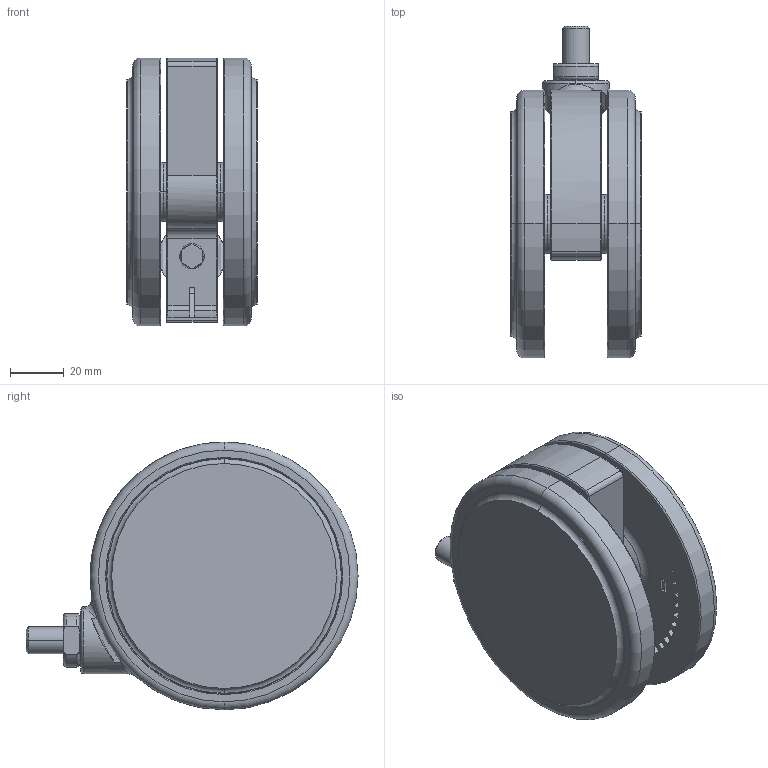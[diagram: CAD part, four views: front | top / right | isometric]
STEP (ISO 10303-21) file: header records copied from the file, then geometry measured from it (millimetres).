
FILE_DESCRIPTION (( 'STEP AP214' ), '1' );
FILE_NAME ('TCA-KFW100N10.STEP', '2016-08-25T04:24:10', ( '' ), ( '' ), 'SwSTEP 2.0', 'SolidWorks 2015', '' );
FILE_SCHEMA (( 'AUTOMOTIVE_DESIGN' ));
Length unit declared in the file: millimetre
Products named in the file (2): caster; TCA-KFW100N10
Assembly tree (1 placements, depth 2):
  TCA-KFW100N10
    caster
Bounding box: 48.6 x 124 x 100 mm (x, y, z)
Volume: 176542.6 mm3; surface area: 88973.2 mm2
Topology: 1 solids, 7 shells, 999 faces, 2587 edges, 1631 vertices
Faces by surface type: cylinder 396, plane 379, torus 177, cone 28, bspline 14, sphere 5
Entity records: 32382 total; most frequent: CARTESIAN_POINT 7159, DIRECTION 5610, ORIENTED_EDGE 5154, EDGE_CURVE 2577, AXIS2_PLACEMENT_3D 2112, VERTEX_POINT 1629, LINE 1386, VECTOR 1386
